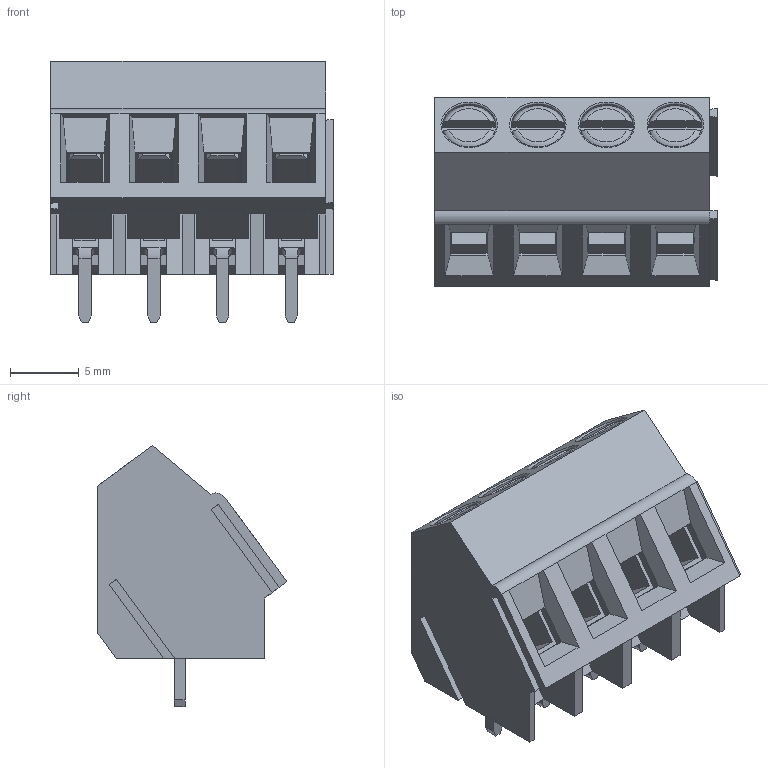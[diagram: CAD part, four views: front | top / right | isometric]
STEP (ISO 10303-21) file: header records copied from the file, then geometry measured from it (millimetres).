
FILE_DESCRIPTION(('STEP AP214'), '1');
FILE_NAME('DG103-5.0-03', '2018-03-17T09:02:23', ('Nobody'), (''), 'ASCON STEP Converter 1.3', 'ASCON Math Kernel', '');
FILE_SCHEMA(('AUTOMOTIVE_DESIGN { 1 0 10303 214 3 1 1}'));
Length unit declared in the file: millimetre
Assembly tree (13 placements, depth 2):
  (unnamed)
    (unnamed)
    (unnamed)  x4
    (unnamed)  x4
    (unnamed)  x4
Bounding box: 20.55 x 13.8 x 19 mm (x, y, z)
Volume: 1910.8 mm3; surface area: 4268 mm2
Topology: 13 solids, 13 shells, 467 faces, 1191 edges, 754 vertices
Faces by surface type: plane 398, cylinder 49, torus 12, cone 8
Full cylindrical faces by diameter (mm): 1.8 x4, 2 x4, 2.5 x4, 2.6 x4, 4 x4, 4.1 x4
Entity records: 10477 total; most frequent: CARTESIAN_POINT 1498, ORIENTED_EDGE 1342, DIRECTION 1255, EDGE_CURVE 671, LINE 621, VECTOR 621, VERTEX_POINT 438, AXIS2_PLACEMENT_3D 317
